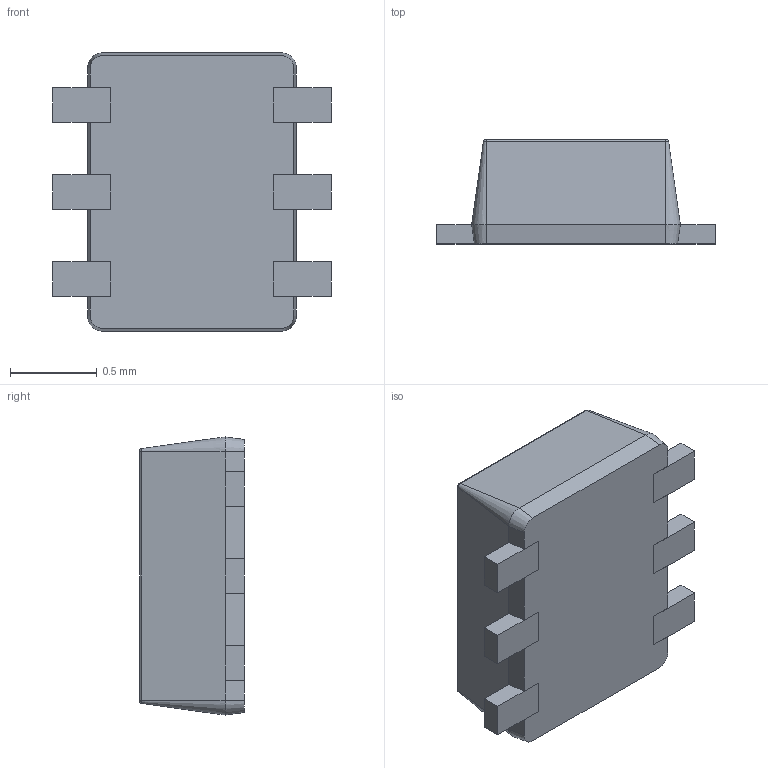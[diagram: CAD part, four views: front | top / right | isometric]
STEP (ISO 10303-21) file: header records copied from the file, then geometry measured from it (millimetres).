
FILE_DESCRIPTION (( 'STEP AP214' ), '1' );
FILE_NAME ('AP61300Z6-7.STEP', '2022-09-17T04:05:54', ( '' ), ( '' ), 'SwSTEP 2.0', 'SolidWorks 2017', '' );
FILE_SCHEMA (( 'AUTOMOTIVE_DESIGN' ));
Length unit declared in the file: millimetre
Products named in the file (1): AP61300Z6-7
Bounding box: 1.6 x 0.6 x 1.6 mm (x, y, z)
Volume: 1.1 mm3; surface area: 8.3 mm2
Topology: 8 solids, 8 shells, 99 faces, 218 edges, 136 vertices
Faces by surface type: plane 79, cylinder 8, cone 8, torus 4
Entity records: 2757 total; most frequent: CARTESIAN_POINT 454, DIRECTION 450, ORIENTED_EDGE 436, EDGE_CURVE 218, LINE 186, VECTOR 186, VERTEX_POINT 136, AXIS2_PLACEMENT_3D 132
